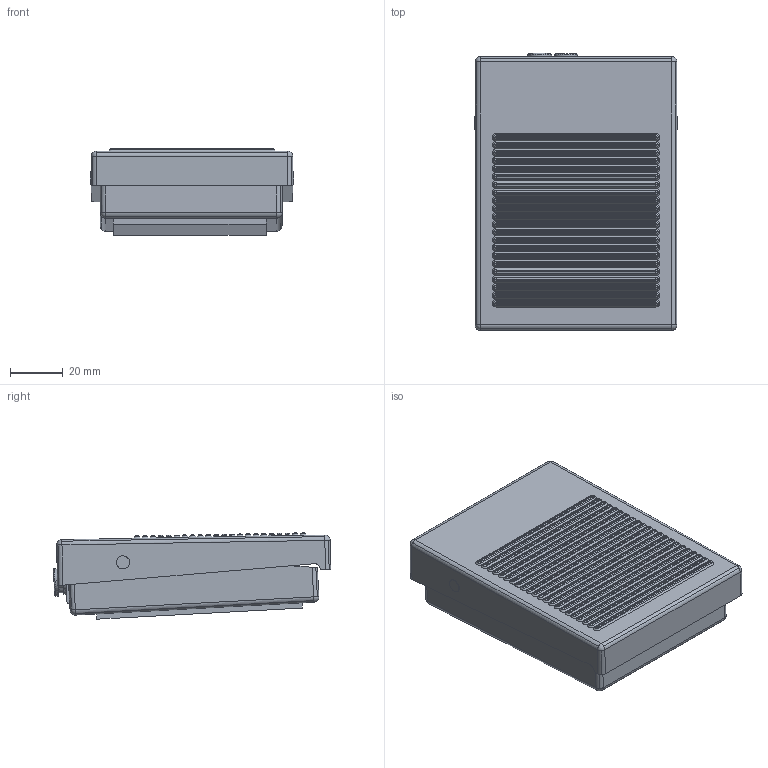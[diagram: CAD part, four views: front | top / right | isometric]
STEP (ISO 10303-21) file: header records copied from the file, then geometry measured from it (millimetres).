
FILE_DESCRIPTION(( 'PED 304 M.stp' ), '1');
FILE_NAME( 'PED 304 M.stp', '2019-03-04T12:04:56',( 'Sopra'),('sopra-pneumatic.com'), 'SwSTEP 2.0','SolidWorks 2009','' );
FILE_SCHEMA(('CONFIG_CONTROL_DESIGN'));
Length unit declared in the file: millimetre
Products named in the file (6): 08_184_4; PART2; PART1; PART3; ~PART1; ~PART2
Assembly tree (7 placements, depth 2):
  08_184_4
    PART2
    PART1
    PART3
    ~PART1  x2
    ~PART2  x2
Bounding box: 77 x 105.14 x 32.76 mm (x, y, z)
Surface area: 46775.2 mm2 (no closed solid volume)
Topology: 0 solids, 7 shells, 469 faces, 1115 edges, 682 vertices
Faces by surface type: cylinder 156, plane 117, cone 88, bspline 88, torus 12, sphere 8
Entity records: 14970 total; most frequent: CARTESIAN_POINT 4428, DIRECTION 2381, ORIENTED_EDGE 2094, EDGE_CURVE 1047, AXIS2_PLACEMENT_3D 973, VERTEX_POINT 644, CIRCLE 600, EDGE_LOOP 477
